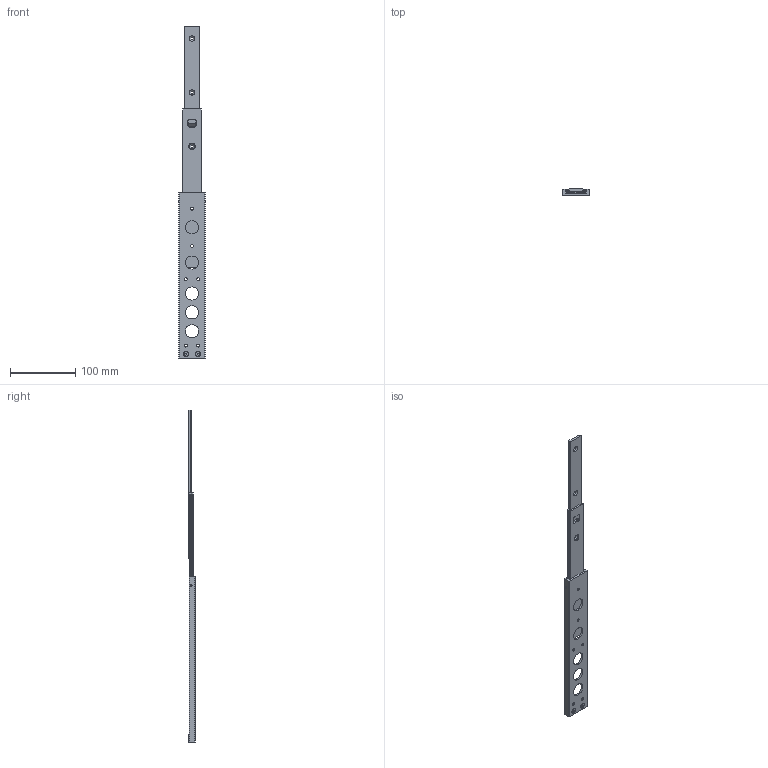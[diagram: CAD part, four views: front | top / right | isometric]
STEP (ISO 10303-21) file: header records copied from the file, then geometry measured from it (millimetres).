
FILE_DESCRIPTION (( 'STEP AP214' ), '1' );
FILE_NAME ('4013.4010D.010.STEP', '2024-09-23T05:30:11', ( '' ), ( '' ), 'SwSTEP 2.0', 'SolidWorks 2021', '' );
FILE_SCHEMA (( 'AUTOMOTIVE_DESIGN' ));
Length unit declared in the file: millimetre
Products named in the file (12): G623SPC0005M - MIDDLE BEAM 10''''; G623SPC0005O - OUTER BEAM 10''''; 9868408 - VITE TSPEI M4x8 UNI 5933; G623CAC0007 - DISTANZIALE SFERE; G623CAS0001 - SPINA ø1.5x8; G623SPC0005I - INNER BEAM 10''''; G623CAC0002 - LOCK OUT; 4013.4010D.010; C124CAS0003 - SPINA ELASTICA ø3x5; C124CAS0002 - SPINA ø3x32; G623CAC0005 - BLOCCO DI FERMO MONUMENT; C124CAS0001 - SFERA ø3 AISI 316L
Assembly tree (48 placements, depth 2):
  4013.4010D.010
    G623SPC0005O - OUTER BEAM 10''''
    G623SPC0005M - MIDDLE BEAM 10''''
    G623SPC0005I - INNER BEAM 10''''
    C124CAS0001 - SFERA ø3 AISI 316L  x24
    G623CAC0005 - BLOCCO DI FERMO MONUMENT
    9868408 - VITE TSPEI M4x8 UNI 5933  x2
    G623CAC0002 - LOCK OUT
    G623CAC0007 - DISTANZIALE SFERE  x10
    G623CAS0001 - SPINA ø1.5x8  x4
    C124CAS0002 - SPINA ø3x32
    C124CAS0003 - SPINA ELASTICA ø3x5  x2
Bounding box: 40 x 9.64 x 508 mm (x, y, z)
Volume: 76582.9 mm3; surface area: 63871.1 mm2
Topology: 48 solids, 48 shells, 424 faces, 1098 edges, 670 vertices
Faces by surface type: cylinder 160, plane 124, sphere 96, cone 40, torus 4
Entity records: 9310 total; most frequent: CARTESIAN_POINT 1636, DIRECTION 1569, ORIENTED_EDGE 1374, EDGE_CURVE 687, AXIS2_PLACEMENT_3D 601, VERTEX_POINT 446, VECTOR 367, LINE 367
